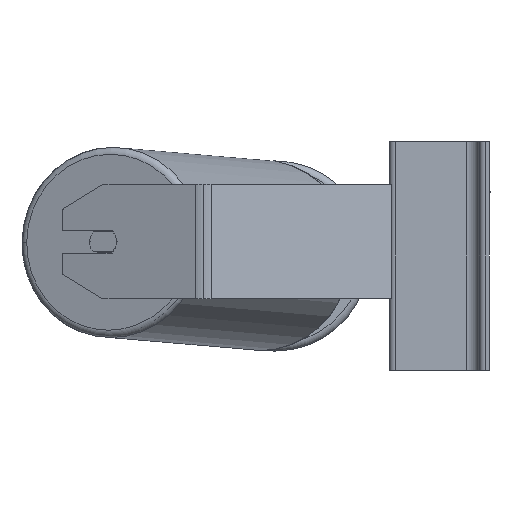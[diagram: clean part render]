
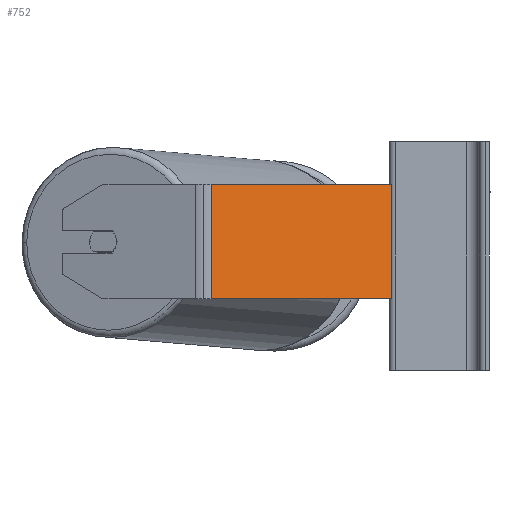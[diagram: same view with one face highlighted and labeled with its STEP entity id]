
A CAD part, left-side view. The second image highlights one B-rep face of the part: STEP entity #752.
In plain terms, the highlighted planar face has unit normal (-0.94, -0.342, 0).
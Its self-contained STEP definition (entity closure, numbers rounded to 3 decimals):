
#83 = EDGE_CURVE ( 'NONE', #10632, #4536, #6484, .T. ) ;
#304 = DIRECTION ( 'NONE',  ( 0., 0., -1. ) ) ;
#752 = ADVANCED_FACE ( 'NONE', ( #4928 ), #3959, .F. ) ;
#859 = VERTEX_POINT ( 'NONE', #4278 ) ;
#924 = CARTESIAN_POINT ( 'NONE',  ( -533.528, 142.36, 50. ) ) ;
#974 = LINE ( 'NONE', #924, #5599 ) ;
#1443 = VECTOR ( 'NONE', #3908, 1000. ) ;
#1516 = CARTESIAN_POINT ( 'NONE',  ( -487.518, 15.948, -30. ) ) ;
#2370 = ORIENTED_EDGE ( 'NONE', *, *, #8289, .T. ) ;
#2406 = EDGE_CURVE ( 'NONE', #10632, #859, #974, .T. ) ;
#2455 = DIRECTION ( 'NONE',  ( -0.342, 0.94, 0. ) ) ;
#3908 = DIRECTION ( 'NONE',  ( 0.342, -0.94, 0. ) ) ;
#3959 = PLANE ( 'NONE',  #6950 ) ;
#4126 = VECTOR ( 'NONE', #304, 1000. ) ;
#4211 = DIRECTION ( 'NONE',  ( 0., 0., -1. ) ) ;
#4278 = CARTESIAN_POINT ( 'NONE',  ( -533.528, 142.36, -30. ) ) ;
#4449 = LINE ( 'NONE', #7740, #4126 ) ;
#4536 = VERTEX_POINT ( 'NONE', #8660 ) ;
#4593 = ORIENTED_EDGE ( 'NONE', *, *, #2406, .T. ) ;
#4604 = CARTESIAN_POINT ( 'NONE',  ( -533.528, 142.36, 50. ) ) ;
#4871 = EDGE_CURVE ( 'NONE', #4536, #5447, #4449, .T. ) ;
#4928 = FACE_OUTER_BOUND ( 'NONE', #8686, .T. ) ;
#5447 = VERTEX_POINT ( 'NONE', #1516 ) ;
#5599 = VECTOR ( 'NONE', #4211, 1000. ) ;
#6108 = ORIENTED_EDGE ( 'NONE', *, *, #4871, .F. ) ;
#6484 = LINE ( 'NONE', #10416, #1443 ) ;
#6950 = AXIS2_PLACEMENT_3D ( 'NONE', #10620, #7240, #2455 ) ;
#7232 = LINE ( 'NONE', #8040, #9073 ) ;
#7240 = DIRECTION ( 'NONE',  ( 0.94, 0.342, 0. ) ) ;
#7675 = ORIENTED_EDGE ( 'NONE', *, *, #83, .F. ) ;
#7740 = CARTESIAN_POINT ( 'NONE',  ( -487.518, 15.948, 50. ) ) ;
#8040 = CARTESIAN_POINT ( 'NONE',  ( -535.52, 147.833, -30. ) ) ;
#8289 = EDGE_CURVE ( 'NONE', #859, #5447, #7232, .T. ) ;
#8660 = CARTESIAN_POINT ( 'NONE',  ( -487.518, 15.948, 50. ) ) ;
#8686 = EDGE_LOOP ( 'NONE', ( #2370, #6108, #7675, #4593 ) ) ;
#8847 = DIRECTION ( 'NONE',  ( 0.342, -0.94, 0. ) ) ;
#9073 = VECTOR ( 'NONE', #8847, 1000. ) ;
#10416 = CARTESIAN_POINT ( 'NONE',  ( -535.52, 147.833, 50. ) ) ;
#10620 = CARTESIAN_POINT ( 'NONE',  ( -535.52, 147.833, 50. ) ) ;
#10632 = VERTEX_POINT ( 'NONE', #4604 ) ;
